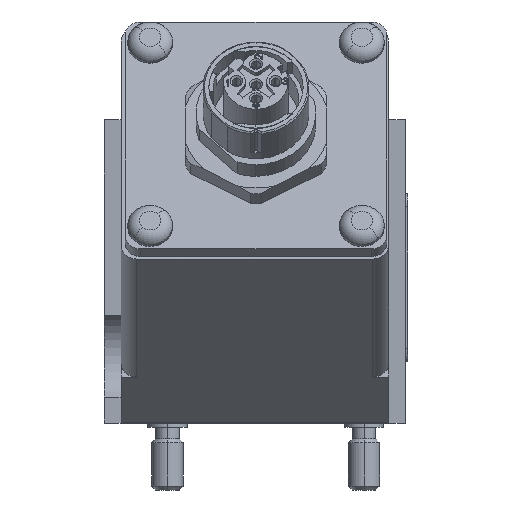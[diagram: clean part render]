
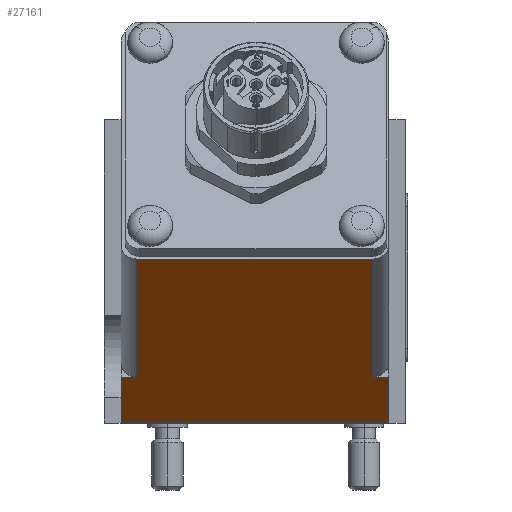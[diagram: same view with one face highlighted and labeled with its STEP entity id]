
A CAD part, left-side view. The second image highlights one B-rep face of the part: STEP entity #27161.
In plain terms, the highlighted planar face has unit normal (-0.5, 0, -0.866).
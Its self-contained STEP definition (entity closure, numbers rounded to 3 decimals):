
#1936 = ORIENTED_EDGE ( 'NONE', *, *, #5280, .F. ) ;
#2101 = VECTOR ( 'NONE', #39473, 1000. ) ;
#2105 = CARTESIAN_POINT ( 'NONE',  ( -41.405, 17., 5.853 ) ) ;
#2215 = FACE_OUTER_BOUND ( 'NONE', #42435, .T. ) ;
#2997 = VERTEX_POINT ( 'NONE', #2105 ) ;
#3017 = CARTESIAN_POINT ( 'NONE',  ( -41.405, -17., 5.853 ) ) ;
#5280 = EDGE_CURVE ( 'NONE', #41676, #64289, #66948, .T. ) ;
#6934 = LINE ( 'NONE', #65855, #36429 ) ;
#7277 = LINE ( 'NONE', #64764, #85771 ) ;
#10293 = VECTOR ( 'NONE', #28772, 1000. ) ;
#11726 = VECTOR ( 'NONE', #24020, 1000. ) ;
#12524 = LINE ( 'NONE', #87291, #82629 ) ;
#12626 = CARTESIAN_POINT ( 'NONE',  ( -41.405, 15., 5.853 ) ) ;
#15778 = VERTEX_POINT ( 'NONE', #65473 ) ;
#16247 = DIRECTION ( 'NONE',  ( 0.866, 0., -0.5 ) ) ;
#19173 = LINE ( 'NONE', #49578, #45627 ) ;
#22016 = LINE ( 'NONE', #51478, #53318 ) ;
#22339 = ORIENTED_EDGE ( 'NONE', *, *, #44992, .F. ) ;
#24020 = DIRECTION ( 'NONE',  ( 0., -1., 0. ) ) ;
#27161 = ADVANCED_FACE ( 'NONE', ( #2215 ), #46642, .F. ) ;
#27667 = EDGE_CURVE ( 'NONE', #47584, #64289, #33172, .T. ) ;
#28061 = CARTESIAN_POINT ( 'NONE',  ( -67.386, 15., 20.853 ) ) ;
#28772 = DIRECTION ( 'NONE',  ( -0.866, 0., 0.5 ) ) ;
#29118 = ORIENTED_EDGE ( 'NONE', *, *, #63723, .F. ) ;
#30831 = ORIENTED_EDGE ( 'NONE', *, *, #43034, .T. ) ;
#31207 = VERTEX_POINT ( 'NONE', #12626 ) ;
#32180 = EDGE_CURVE ( 'NONE', #2997, #15778, #22016, .T. ) ;
#33172 = LINE ( 'NONE', #77083, #2101 ) ;
#36429 = VECTOR ( 'NONE', #52835, 1000. ) ;
#37976 = DIRECTION ( 'NONE',  ( 0.5, 0., 0.866 ) ) ;
#39473 = DIRECTION ( 'NONE',  ( -0.866, 0., 0.5 ) ) ;
#40578 = AXIS2_PLACEMENT_3D ( 'NONE', #46174, #37976, #16247 ) ;
#41676 = VERTEX_POINT ( 'NONE', #28061 ) ;
#42435 = EDGE_LOOP ( 'NONE', ( #1936, #22339, #64041, #60420, #30831, #87040, #29118, #63669 ) ) ;
#43034 = EDGE_CURVE ( 'NONE', #15778, #82367, #12524, .T. ) ;
#44992 = EDGE_CURVE ( 'NONE', #31207, #41676, #92950, .T. ) ;
#45627 = VECTOR ( 'NONE', #94411, 1000. ) ;
#46174 = CARTESIAN_POINT ( 'NONE',  ( -31.5, 19.15, 0.134 ) ) ;
#46211 = CARTESIAN_POINT ( 'NONE',  ( -67.386, 19.15, 20.853 ) ) ;
#46642 = PLANE ( 'NONE',  #40578 ) ;
#47584 = VERTEX_POINT ( 'NONE', #60035 ) ;
#49578 = CARTESIAN_POINT ( 'NONE',  ( -41.405, 15., 5.853 ) ) ;
#51478 = CARTESIAN_POINT ( 'NONE',  ( -31.5, 17., 0.134 ) ) ;
#52835 = DIRECTION ( 'NONE',  ( -0.866, 0., 0.5 ) ) ;
#53318 = VECTOR ( 'NONE', #66415, 1000. ) ;
#57649 = CARTESIAN_POINT ( 'NONE',  ( -67.386, -15., 20.853 ) ) ;
#58665 = CARTESIAN_POINT ( 'NONE',  ( -41.405, 15., 5.853 ) ) ;
#60035 = CARTESIAN_POINT ( 'NONE',  ( -41.405, -15., 5.853 ) ) ;
#60420 = ORIENTED_EDGE ( 'NONE', *, *, #32180, .T. ) ;
#62862 = EDGE_CURVE ( 'NONE', #2997, #31207, #19173, .T. ) ;
#63669 = ORIENTED_EDGE ( 'NONE', *, *, #27667, .T. ) ;
#63723 = EDGE_CURVE ( 'NONE', #47584, #81948, #7277, .T. ) ;
#64041 = ORIENTED_EDGE ( 'NONE', *, *, #62862, .F. ) ;
#64289 = VERTEX_POINT ( 'NONE', #57649 ) ;
#64764 = CARTESIAN_POINT ( 'NONE',  ( -41.405, -17., 5.853 ) ) ;
#65473 = CARTESIAN_POINT ( 'NONE',  ( -31.5, 17., 0.134 ) ) ;
#65855 = CARTESIAN_POINT ( 'NONE',  ( -31.5, -17., 0.134 ) ) ;
#66415 = DIRECTION ( 'NONE',  ( 0.866, 0., -0.5 ) ) ;
#66948 = LINE ( 'NONE', #46211, #11726 ) ;
#72497 = DIRECTION ( 'NONE',  ( 0., -1., 0. ) ) ;
#77083 = CARTESIAN_POINT ( 'NONE',  ( -41.405, -15., 5.853 ) ) ;
#81948 = VERTEX_POINT ( 'NONE', #3017 ) ;
#82061 = CARTESIAN_POINT ( 'NONE',  ( -31.5, -17., 0.134 ) ) ;
#82367 = VERTEX_POINT ( 'NONE', #82061 ) ;
#82629 = VECTOR ( 'NONE', #88237, 1000. ) ;
#85771 = VECTOR ( 'NONE', #72497, 1000. ) ;
#86237 = EDGE_CURVE ( 'NONE', #82367, #81948, #6934, .T. ) ;
#87040 = ORIENTED_EDGE ( 'NONE', *, *, #86237, .T. ) ;
#87291 = CARTESIAN_POINT ( 'NONE',  ( -31.5, 19.15, 0.134 ) ) ;
#88237 = DIRECTION ( 'NONE',  ( 0., -1., 0. ) ) ;
#92950 = LINE ( 'NONE', #58665, #10293 ) ;
#94411 = DIRECTION ( 'NONE',  ( 0., -1., 0. ) ) ;
